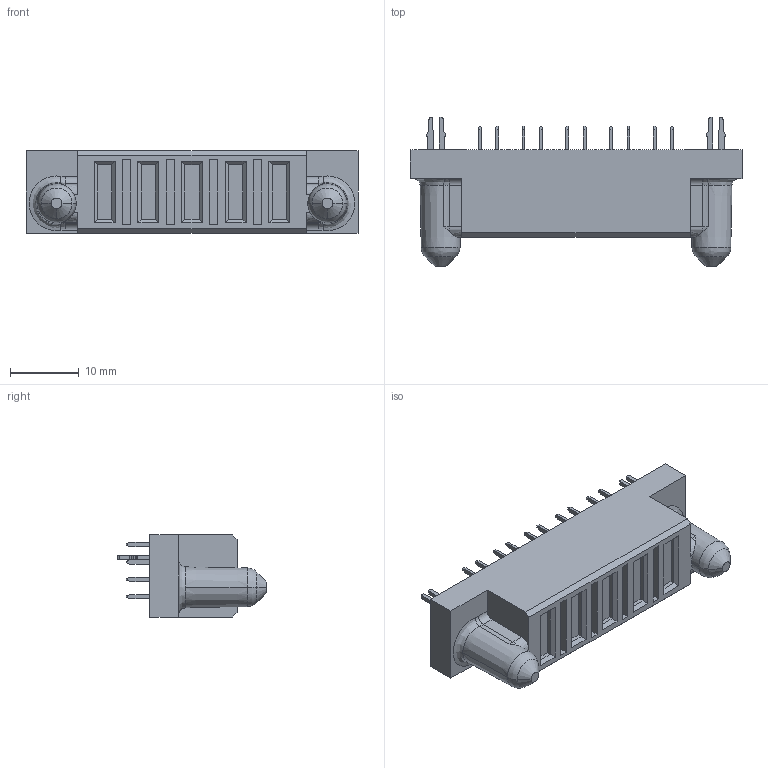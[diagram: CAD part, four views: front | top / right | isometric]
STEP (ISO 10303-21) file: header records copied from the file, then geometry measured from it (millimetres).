
FILE_DESCRIPTION( ('This file contains a STEP AP42 implementation' ,'as created by ZW3D STEP Interface translator.') ,'2;1' );
FILE_NAME( 'P4FSA-06W5ANA1.stp' ,'23 925. 94841', (''), ('ZWCAD Software Co.'), 'Version 1.0', 'ZW3D to STEP translator', '' );
FILE_SCHEMA(('AUTOMOTIVE_DESIGN { 1 0 10303 214 1 1 1 1 }'));
Length unit declared in the file: millimetre
Products named in the file (2): 0; P4FSA-06W5ANA1
Bounding box: 48.26 x 21.7 x 11.94 mm (x, y, z)
Volume: 5980.3 mm3; surface area: 3684.7 mm2
Topology: 1 solids, 1 shells, 729 faces, 1974 edges, 1288 vertices
Faces by surface type: plane 610, bspline 87, cone 20, cylinder 12
Entity records: 25691 total; most frequent: CARTESIAN_POINT 6877, ORIENTED_EDGE 3956, DIRECTION 3364, EDGE_CURVE 1974, VECTOR 1710, LINE 1710, VERTEX_POINT 1288, AXIS2_PLACEMENT_3D 827
